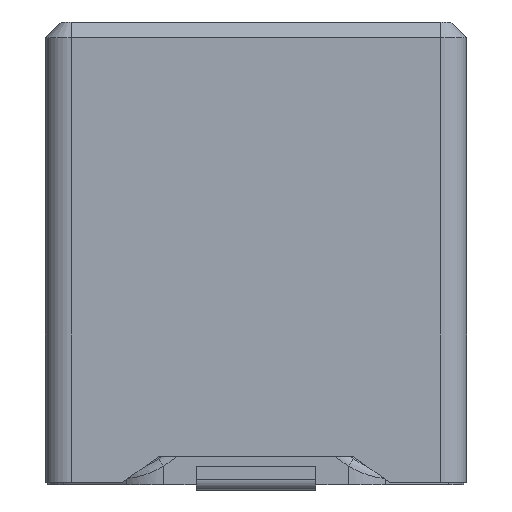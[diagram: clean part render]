
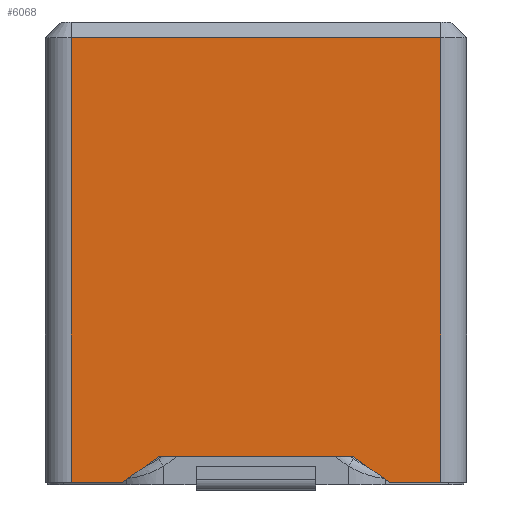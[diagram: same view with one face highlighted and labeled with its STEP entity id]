
A CAD part, left-side view. The second image highlights one B-rep face of the part: STEP entity #6068.
In plain terms, the highlighted planar face has unit normal (-1, 0, 0).
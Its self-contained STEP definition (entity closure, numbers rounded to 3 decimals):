
#333=LINE('',#8725,#839);
#338=LINE('',#8738,#844);
#350=LINE('',#8766,#856);
#353=LINE('',#8771,#859);
#361=LINE('',#8790,#867);
#367=LINE('',#8803,#873);
#368=LINE('',#8805,#874);
#374=LINE('',#8816,#880);
#839=VECTOR('',#6871,1000.);
#844=VECTOR('',#6880,1000.);
#856=VECTOR('',#6904,1000.);
#859=VECTOR('',#6911,1000.);
#867=VECTOR('',#6929,1000.);
#873=VECTOR('',#6943,1000.);
#874=VECTOR('',#6946,1000.);
#880=VECTOR('',#6960,1000.);
#1480=ORIENTED_EDGE('',*,*,#3059,.T.);
#1481=ORIENTED_EDGE('',*,*,#3073,.T.);
#1482=ORIENTED_EDGE('',*,*,#3086,.F.);
#1483=ORIENTED_EDGE('',*,*,#3093,.F.);
#1484=ORIENTED_EDGE('',*,*,#3101,.T.);
#1485=ORIENTED_EDGE('',*,*,#3094,.T.);
#1486=ORIENTED_EDGE('',*,*,#3053,.T.);
#1487=ORIENTED_EDGE('',*,*,#3076,.F.);
#3053=EDGE_CURVE('',#3876,#3874,#333,.T.);
#3059=EDGE_CURVE('',#3882,#3881,#338,.T.);
#3073=EDGE_CURVE('',#3881,#3891,#350,.T.);
#3076=EDGE_CURVE('',#3882,#3874,#353,.T.);
#3086=EDGE_CURVE('',#3897,#3891,#361,.T.);
#3093=EDGE_CURVE('',#3889,#3897,#367,.T.);
#3094=EDGE_CURVE('',#3898,#3876,#368,.T.);
#3101=EDGE_CURVE('',#3889,#3898,#374,.T.);
#3874=VERTEX_POINT('',#8723);
#3876=VERTEX_POINT('',#8726);
#3881=VERTEX_POINT('',#8737);
#3882=VERTEX_POINT('',#8739);
#3889=VERTEX_POINT('',#8759);
#3891=VERTEX_POINT('',#8765);
#3897=VERTEX_POINT('',#8789);
#3898=VERTEX_POINT('',#8793);
#4520=EDGE_LOOP('',(#1480,#1481,#1482,#1483,#1484,#1485,#1486,#1487));
#4850=FACE_BOUND('',#4520,.T.);
#5165=PLANE('',#6406);
#6068=ADVANCED_FACE('',(#4850),#5165,.F.);
#6406=AXIS2_PLACEMENT_3D('',#8815,#6958,#6959);
#6871=DIRECTION('',(0.,-1.,0.));
#6880=DIRECTION('',(0.,-1.,0.));
#6904=DIRECTION('',(0.,-0.816,-0.577));
#6911=DIRECTION('',(0.,0.816,-0.577));
#6929=DIRECTION('',(0.,1.,0.));
#6943=DIRECTION('',(0.,0.,-1.));
#6946=DIRECTION('',(0.,0.,-1.));
#6958=DIRECTION('',(1.,0.,0.));
#6959=DIRECTION('',(0.,0.,-1.));
#6960=DIRECTION('',(0.,1.,0.));
#8723=CARTESIAN_POINT('',(-4.05,2.564,-0.5));
#8725=CARTESIAN_POINT('',(-4.05,3.55,-0.5));
#8726=CARTESIAN_POINT('',(-4.05,3.55,-0.5));
#8737=CARTESIAN_POINT('',(-4.05,-1.857,0.));
#8738=CARTESIAN_POINT('',(-4.05,4.05,0.));
#8739=CARTESIAN_POINT('',(-4.05,1.857,0.));
#8759=CARTESIAN_POINT('',(-4.05,-3.55,8.05));
#8765=CARTESIAN_POINT('',(-4.05,-2.564,-0.5));
#8766=CARTESIAN_POINT('',(-4.05,5.994,5.551));
#8771=CARTESIAN_POINT('',(-4.05,-0.594,1.733));
#8789=CARTESIAN_POINT('',(-4.05,-3.55,-0.5));
#8790=CARTESIAN_POINT('',(-4.05,-3.55,-0.5));
#8793=CARTESIAN_POINT('',(-4.05,3.55,8.05));
#8803=CARTESIAN_POINT('',(-4.05,-3.55,8.3));
#8805=CARTESIAN_POINT('',(-4.05,3.55,8.3));
#8815=CARTESIAN_POINT('',(-4.05,4.05,8.3));
#8816=CARTESIAN_POINT('',(-4.05,3.55,8.05));
